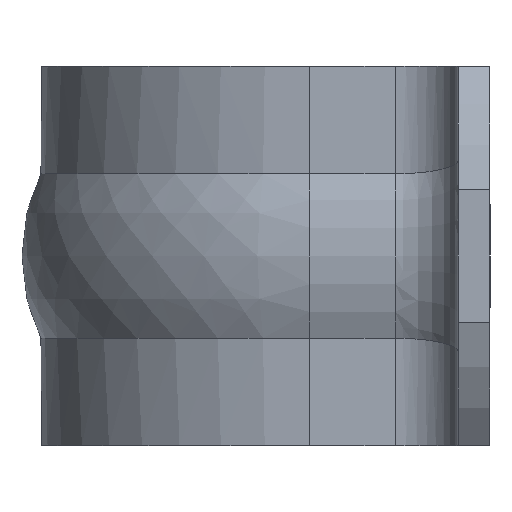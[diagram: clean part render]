
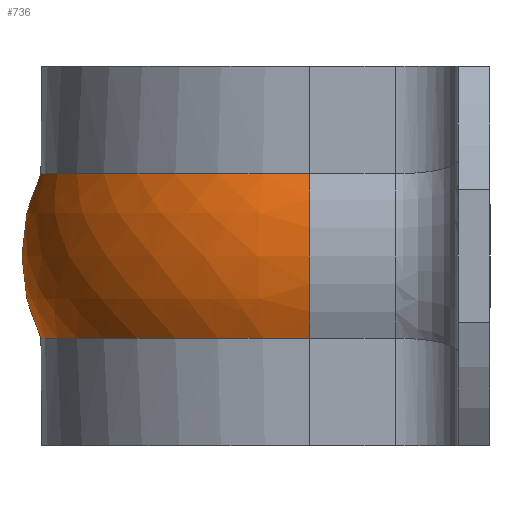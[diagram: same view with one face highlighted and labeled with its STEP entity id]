
A CAD part, left-side view. The second image highlights one B-rep face of the part: STEP entity #736.
In plain terms, the highlighted free-form (B-spline) face has degree [2, 2] with [3, 5] control points.
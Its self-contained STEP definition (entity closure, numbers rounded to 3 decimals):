
#18=(
BOUNDED_SURFACE()
B_SPLINE_SURFACE(2,2,((#1451,#1452,#1453,#1454,#1455),(#1456,#1457,#1458,
#1459,#1460),(#1461,#1462,#1463,#1464,#1465)),.UNSPECIFIED.,.F.,.F.,.F.)
B_SPLINE_SURFACE_WITH_KNOTS((3,3),(3,2,3),(-0.454,0.454),
(0.,1.571,3.142),.UNSPECIFIED.)
GEOMETRIC_REPRESENTATION_ITEM()
RATIONAL_B_SPLINE_SURFACE(((1.,0.707,1.,0.707,1.),
(0.899,0.636,0.899,0.636,
0.899),(1.,0.707,1.,0.707,1.)))
REPRESENTATION_ITEM('')
SURFACE()
);
#80=FACE_OUTER_BOUND('',#125,.T.);
#125=EDGE_LOOP('',(#660,#661,#662,#663));
#134=CIRCLE('',#774,8.5);
#140=CIRCLE('',#784,8.5);
#162=CIRCLE('',#825,5.933);
#166=CIRCLE('',#834,5.933);
#303=VERTEX_POINT('',#1130);
#308=VERTEX_POINT('',#1146);
#319=VERTEX_POINT('',#1176);
#320=VERTEX_POINT('',#1178);
#378=EDGE_CURVE('',#303,#308,#134,.T.);
#393=EDGE_CURVE('',#319,#320,#140,.T.);
#439=EDGE_CURVE('',#319,#303,#162,.T.);
#452=EDGE_CURVE('',#320,#308,#166,.T.);
#660=ORIENTED_EDGE('',*,*,#439,.T.);
#661=ORIENTED_EDGE('',*,*,#378,.T.);
#662=ORIENTED_EDGE('',*,*,#452,.F.);
#663=ORIENTED_EDGE('',*,*,#393,.F.);
#736=ADVANCED_FACE('',(#80),#18,.F.);
#774=AXIS2_PLACEMENT_3D('',#1148,#881,#882);
#784=AXIS2_PLACEMENT_3D('',#1179,#910,#911);
#825=AXIS2_PLACEMENT_3D('',#1385,#1014,#1015);
#834=AXIS2_PLACEMENT_3D('',#1435,#1039,#1040);
#881=DIRECTION('center_axis',(0.,0.,1.));
#882=DIRECTION('ref_axis',(1.,0.,0.));
#910=DIRECTION('center_axis',(0.,0.,1.));
#911=DIRECTION('ref_axis',(1.,0.,0.));
#1014=DIRECTION('center_axis',(0.,1.,0.));
#1015=DIRECTION('ref_axis',(0.899,0.,-0.438));
#1039=DIRECTION('center_axis',(0.,-1.,0.));
#1040=DIRECTION('ref_axis',(-0.899,0.,-0.438));
#1130=CARTESIAN_POINT('',(8.5,-8.5,-2.6));
#1146=CARTESIAN_POINT('',(-8.5,-8.5,-2.6));
#1148=CARTESIAN_POINT('Origin',(0.,-8.5,
-2.6));
#1176=CARTESIAN_POINT('',(8.5,-8.5,2.6));
#1178=CARTESIAN_POINT('',(-8.5,-8.5,2.6));
#1179=CARTESIAN_POINT('Origin',(0.,-8.5,
2.6));
#1385=CARTESIAN_POINT('Origin',(3.167,-8.5,0.));
#1435=CARTESIAN_POINT('Origin',(-3.167,-8.5,0.));
#1451=CARTESIAN_POINT('Ctrl Pts',(8.5,-8.5,-2.6));
#1452=CARTESIAN_POINT('Ctrl Pts',(8.5,0.,-2.6));
#1453=CARTESIAN_POINT('Ctrl Pts',(0.,0.,
-2.6));
#1454=CARTESIAN_POINT('Ctrl Pts',(-8.5,0.,
-2.6));
#1455=CARTESIAN_POINT('Ctrl Pts',(-8.5,-8.5,-2.6));
#1456=CARTESIAN_POINT('Ctrl Pts',(9.768,-8.5,0.));
#1457=CARTESIAN_POINT('Ctrl Pts',(9.768,1.267,0.));
#1458=CARTESIAN_POINT('Ctrl Pts',(0.,1.267,
0.));
#1459=CARTESIAN_POINT('Ctrl Pts',(-9.767,1.267,0.));
#1460=CARTESIAN_POINT('Ctrl Pts',(-9.767,-8.5,0.));
#1461=CARTESIAN_POINT('Ctrl Pts',(8.5,-8.5,2.6));
#1462=CARTESIAN_POINT('Ctrl Pts',(8.5,0.,2.6));
#1463=CARTESIAN_POINT('Ctrl Pts',(0.,0.,
2.6));
#1464=CARTESIAN_POINT('Ctrl Pts',(-8.5,0.,
2.6));
#1465=CARTESIAN_POINT('Ctrl Pts',(-8.5,-8.5,2.6));
